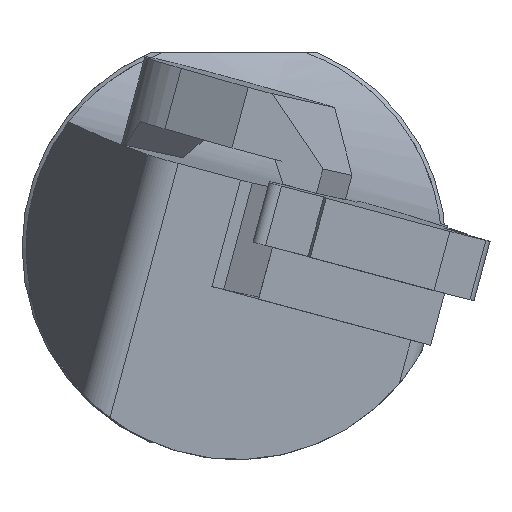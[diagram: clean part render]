
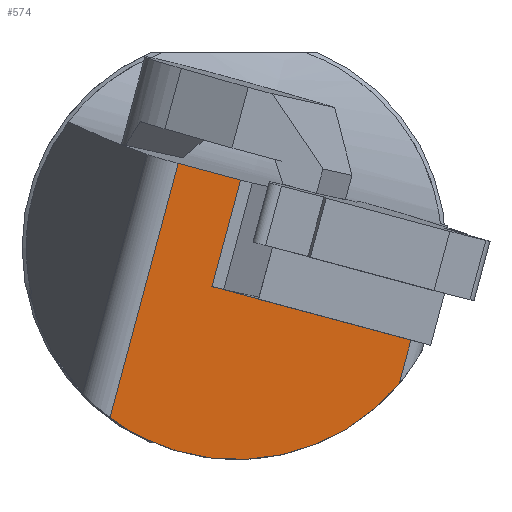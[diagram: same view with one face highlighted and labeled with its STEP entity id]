
A CAD part, left-side view. The second image highlights one B-rep face of the part: STEP entity #574.
In plain terms, the highlighted planar face has unit normal (-1, 0.007, -0.025).
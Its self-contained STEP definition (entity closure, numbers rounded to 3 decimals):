
#506=ELLIPSE('',#1628,12.504,12.5);
#530=B_SPLINE_CURVE_WITH_KNOTS('',3,(#2282,#2283,#2284,#2285),
 .UNSPECIFIED.,.F.,.F.,(4,4),(0.,1.),.UNSPECIFIED.);
#574=ADVANCED_FACE('',(#677),#624,.T.);
#624=PLANE('',#1654);
#677=FACE_OUTER_BOUND('',#741,.T.);
#741=EDGE_LOOP('',(#1171,#1172,#1173,#1174,#1175,#1176,#1177));
#800=LINE('',#2084,#907);
#814=LINE('',#2112,#921);
#829=LINE('',#2562,#936);
#830=LINE('',#2564,#937);
#831=LINE('',#2565,#938);
#907=VECTOR('',#1763,1.);
#921=VECTOR('',#1789,1.);
#936=VECTOR('',#1858,1.);
#937=VECTOR('',#1861,1.);
#938=VECTOR('',#1862,1.);
#1171=ORIENTED_EDGE('',*,*,#1477,.F.);
#1172=ORIENTED_EDGE('',*,*,#1523,.F.);
#1173=ORIENTED_EDGE('',*,*,#1457,.F.);
#1174=ORIENTED_EDGE('',*,*,#1471,.F.);
#1175=ORIENTED_EDGE('',*,*,#1524,.F.);
#1176=ORIENTED_EDGE('',*,*,#1501,.F.);
#1177=ORIENTED_EDGE('',*,*,#1525,.T.);
#1332=VERTEX_POINT('',#2072);
#1338=VERTEX_POINT('',#2083);
#1347=VERTEX_POINT('',#2113);
#1352=VERTEX_POINT('',#2142);
#1353=VERTEX_POINT('',#2144);
#1372=VERTEX_POINT('',#2281);
#1373=VERTEX_POINT('',#2286);
#1457=EDGE_CURVE('',#1338,#1332,#800,.T.);
#1471=EDGE_CURVE('',#1347,#1338,#814,.T.);
#1477=EDGE_CURVE('',#1352,#1353,#506,.T.);
#1501=EDGE_CURVE('',#1372,#1373,#530,.T.);
#1523=EDGE_CURVE('',#1332,#1352,#829,.T.);
#1524=EDGE_CURVE('',#1373,#1347,#830,.T.);
#1525=EDGE_CURVE('',#1372,#1353,#831,.T.);
#1628=AXIS2_PLACEMENT_3D('',#2143,#1797,#1798);
#1654=AXIS2_PLACEMENT_3D('',#2566,#1863,#1864);
#1763=DIRECTION('',(0.,-0.966,-0.259));
#1789=DIRECTION('',(0.,-0.966,-0.259));
#1797=DIRECTION('',(1.,-0.007,0.025));
#1798=DIRECTION('',(-0.026,-0.259,0.966));
#1858=DIRECTION('',(0.026,0.259,-0.966));
#1861=DIRECTION('',(0.026,0.259,-0.966));
#1862=DIRECTION('',(0.026,0.259,-0.966));
#1863=DIRECTION('',(-1.,0.007,-0.025));
#1864=DIRECTION('',(-0.025,0.,1.));
#2072=CARTESIAN_POINT('',(-189.459,-0.174,-5.612));
#2083=CARTESIAN_POINT('',(-189.459,8.809,-3.205));
#2084=CARTESIAN_POINT('',(-189.459,15.231,-1.484));
#2112=CARTESIAN_POINT('',(-189.459,15.231,-1.484));
#2113=CARTESIAN_POINT('',(-189.459,11.559,-2.468));
#2142=CARTESIAN_POINT('',(-189.389,0.517,-8.19));
#2143=CARTESIAN_POINT('',(-189.527,10.107,-0.173));
#2144=CARTESIAN_POINT('',(-189.222,17.567,-10.202));
#2281=CARTESIAN_POINT('',(-189.629,13.55,4.792));
#2282=CARTESIAN_POINT('',(-189.629,13.55,4.792));
#2283=CARTESIAN_POINT('',(-189.629,12.326,4.464));
#2284=CARTESIAN_POINT('',(-189.629,11.102,4.136));
#2285=CARTESIAN_POINT('',(-189.629,9.878,3.808));
#2286=CARTESIAN_POINT('',(-189.629,9.878,3.808));
#2562=CARTESIAN_POINT('',(-196.735,-72.089,262.777));
#2564=CARTESIAN_POINT('',(-196.735,-60.355,265.921));
#2565=CARTESIAN_POINT('',(-196.735,-56.683,266.905));
#2566=CARTESIAN_POINT('',(-196.735,-56.683,266.905));
